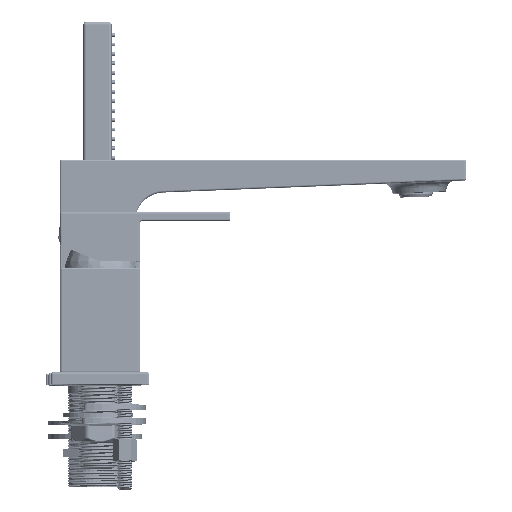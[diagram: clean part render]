
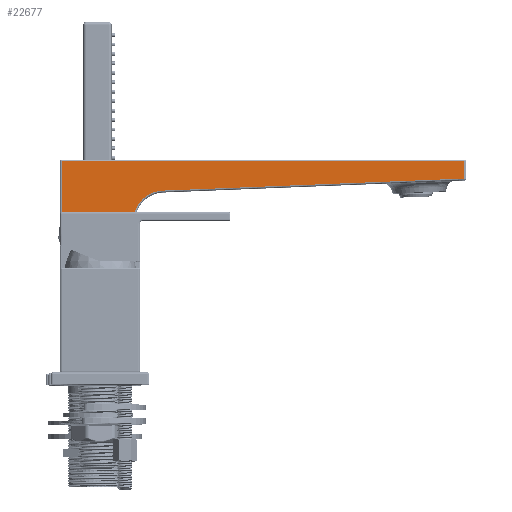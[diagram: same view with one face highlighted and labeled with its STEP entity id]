
A CAD part, top view. The second image highlights one B-rep face of the part: STEP entity #22677.
In plain terms, the highlighted planar face has unit normal (0, 0, 1).
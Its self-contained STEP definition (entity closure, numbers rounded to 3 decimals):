
#1757=B_SPLINE_CURVE_WITH_KNOTS('',3,(#123432,#123433,#123434,#123435,#123436,
#123437,#123438,#123439,#123440,#123441,#123442,#123443,#123444,#123445,
#123446),.UNSPECIFIED.,.F.,.F.,(4,1,1,1,2,2,2,2,4),(0.,0.25,
0.375,0.437,0.469,0.5,
0.625,0.75,1.),.UNSPECIFIED.);
#6257=FACE_OUTER_BOUND('',#30911,.T.);
#10587=LINE('',#123424,#16655);
#10588=LINE('',#123426,#16656);
#10589=LINE('',#123430,#16657);
#10590=LINE('',#123448,#16658);
#10591=LINE('',#123450,#16659);
#10592=LINE('',#123452,#16660);
#10593=LINE('',#123454,#16661);
#16655=VECTOR('',#92378,1.);
#16656=VECTOR('',#92381,1.);
#16657=VECTOR('',#92384,1.);
#16658=VECTOR('',#92385,1.);
#16659=VECTOR('',#92386,1.);
#16660=VECTOR('',#92387,1.);
#16661=VECTOR('',#92388,1.);
#22677=ADVANCED_FACE('',(#6257),#26852,.T.);
#26852=PLANE('',#83114);
#30911=EDGE_LOOP('',(#38576,#38577,#38578,#38579,#38580,#38581,#38582,#38583,
#38584));
#38576=ORIENTED_EDGE('',*,*,#68475,.T.);
#38577=ORIENTED_EDGE('',*,*,#68476,.T.);
#38578=ORIENTED_EDGE('',*,*,#68477,.T.);
#38579=ORIENTED_EDGE('',*,*,#68478,.T.);
#38580=ORIENTED_EDGE('',*,*,#68479,.T.);
#38581=ORIENTED_EDGE('',*,*,#68480,.T.);
#38582=ORIENTED_EDGE('',*,*,#68481,.F.);
#38583=ORIENTED_EDGE('',*,*,#68482,.T.);
#38584=ORIENTED_EDGE('',*,*,#68474,.F.);
#59957=VERTEX_POINT('',#123335);
#59964=VERTEX_POINT('',#123406);
#59965=VERTEX_POINT('',#123427);
#59966=VERTEX_POINT('',#123429);
#59967=VERTEX_POINT('',#123431);
#59968=VERTEX_POINT('',#123447);
#59969=VERTEX_POINT('',#123449);
#59970=VERTEX_POINT('',#123451);
#59971=VERTEX_POINT('',#123453);
#68474=EDGE_CURVE('',#59964,#59957,#10587,.T.);
#68475=EDGE_CURVE('',#59964,#59965,#10588,.T.);
#68476=EDGE_CURVE('',#59965,#59966,#79423,.T.);
#68477=EDGE_CURVE('',#59966,#59967,#10589,.T.);
#68478=EDGE_CURVE('',#59967,#59968,#1757,.T.);
#68479=EDGE_CURVE('',#59968,#59969,#10590,.T.);
#68480=EDGE_CURVE('',#59969,#59970,#10591,.T.);
#68481=EDGE_CURVE('',#59971,#59970,#10592,.T.);
#68482=EDGE_CURVE('',#59971,#59957,#10593,.T.);
#79423=CIRCLE('',#83113,16.);
#83113=AXIS2_PLACEMENT_3D('',#123428,#92382,#92383);
#83114=AXIS2_PLACEMENT_3D('',#123455,#92389,#92390);
#92378=DIRECTION('',(-1.,0.,0.));
#92381=DIRECTION('',(0.,1.,0.));
#92382=DIRECTION('',(0.,0.,-1.));
#92383=DIRECTION('',(-1.,0.,0.));
#92384=DIRECTION('',(0.999,0.04,0.));
#92385=DIRECTION('',(0.999,0.04,0.));
#92386=DIRECTION('',(0.,1.,0.));
#92387=DIRECTION('',(1.,0.,0.));
#92388=DIRECTION('',(0.,-1.,0.));
#92389=DIRECTION('',(0.,0.,1.));
#92390=DIRECTION('',(-1.,0.,0.));
#123335=CARTESIAN_POINT('',(-20.266,-49.5,12.699));
#123406=CARTESIAN_POINT('',(17.734,-49.5,12.699));
#123424=CARTESIAN_POINT('',(17.734,-49.5,12.699));
#123426=CARTESIAN_POINT('',(17.734,-49.5,12.699));
#123427=CARTESIAN_POINT('',(17.734,30.59,12.699));
#123428=CARTESIAN_POINT('',(33.734,30.59,12.699));
#123429=CARTESIAN_POINT('',(33.094,46.577,12.699));
#123430=CARTESIAN_POINT('',(33.094,46.577,12.699));
#123431=CARTESIAN_POINT('',(166.281,51.903,12.699));
#123432=CARTESIAN_POINT('',(166.281,51.903,12.699));
#123433=CARTESIAN_POINT('',(166.684,51.919,12.699));
#123434=CARTESIAN_POINT('',(167.287,51.943,12.699));
#123435=CARTESIAN_POINT('',(167.99,51.971,12.699));
#123436=CARTESIAN_POINT('',(168.342,51.985,12.699));
#123437=CARTESIAN_POINT('',(168.493,51.991,12.699));
#123438=CARTESIAN_POINT('',(168.594,51.995,12.699));
#123439=CARTESIAN_POINT('',(168.673,51.998,12.699));
#123440=CARTESIAN_POINT('',(168.779,52.002,12.699));
#123441=CARTESIAN_POINT('',(168.922,52.008,12.699));
#123442=CARTESIAN_POINT('',(169.324,52.024,12.699));
#123443=CARTESIAN_POINT('',(169.551,52.033,12.699));
#123444=CARTESIAN_POINT('',(170.598,52.075,12.699));
#123445=CARTESIAN_POINT('',(171.,52.092,12.699));
#123446=CARTESIAN_POINT('',(171.106,52.096,12.699));
#123447=CARTESIAN_POINT('',(171.106,52.096,12.699));
#123448=CARTESIAN_POINT('',(171.106,52.096,12.699));
#123449=CARTESIAN_POINT('',(192.734,52.961,12.699));
#123450=CARTESIAN_POINT('',(192.734,52.961,12.699));
#123451=CARTESIAN_POINT('',(192.734,62.,12.699));
#123452=CARTESIAN_POINT('',(-20.266,62.,12.699));
#123453=CARTESIAN_POINT('',(-20.266,62.,12.699));
#123454=CARTESIAN_POINT('',(-20.266,62.,12.699));
#123455=CARTESIAN_POINT('',(-1.266,-50.,12.699));
